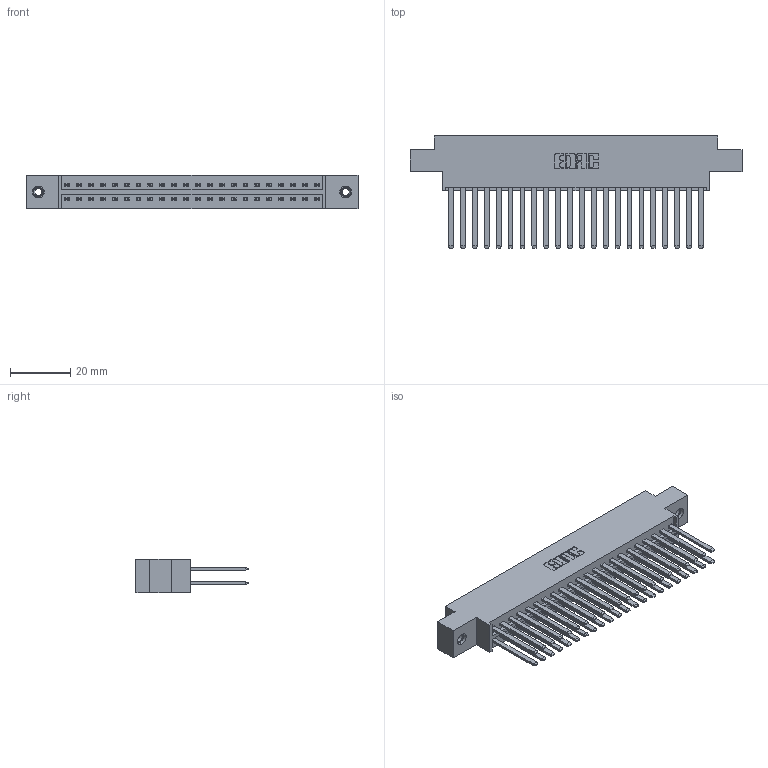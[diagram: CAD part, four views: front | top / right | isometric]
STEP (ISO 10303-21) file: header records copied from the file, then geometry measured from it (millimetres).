
FILE_DESCRIPTION (( 'STEP AP203' ), '1' );
FILE_NAME ('336-044-541-808.STEP', '2020-08-07T23:53:18', ( '' ), ( '' ), 'SwSTEP 2.0', 'SolidWorks 2020', '' );
FILE_SCHEMA (( 'CONFIG_CONTROL_DESIGN' ));
Length unit declared in the file: inch
Products named in the file (4): 336 Part_Offset - .156 Dia - TI; 336-290-001_336-290-541; 336-044-541-808; 345-250-001_345-250-003-102
Assembly tree (47 placements, depth 2):
  336-044-541-808
    336 Part_Offset - .156 Dia - TI
    336-290-001_336-290-541  x44
    345-250-001_345-250-003-102  x2
Bounding box: 110.57 x 37.34 x 11.1 mm (x, y, z)
Volume: 16416.7 mm3; surface area: 20692.3 mm2
Topology: 47 solids, 47 shells, 2026 faces, 6047 edges, 3994 vertices
Faces by surface type: plane 1250, cylinder 760, cone 12, torus 4
Entity records: 20681 total; most frequent: CARTESIAN_POINT 3564, ORIENTED_EDGE 3394, DIRECTION 3003, EDGE_CURVE 1697, LINE 1545, VECTOR 1545, VERTEX_POINT 1126, AXIS2_PLACEMENT_3D 729
